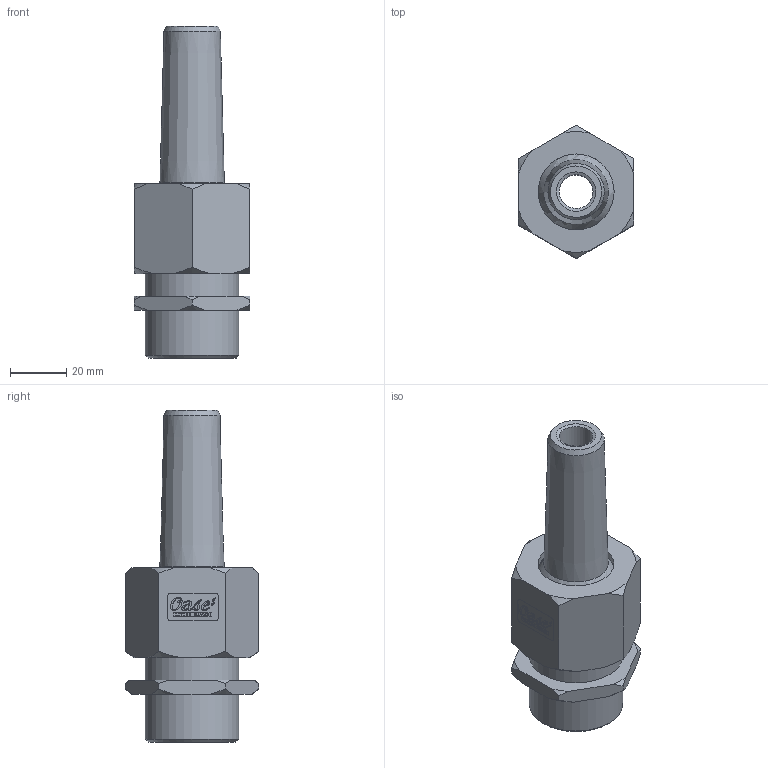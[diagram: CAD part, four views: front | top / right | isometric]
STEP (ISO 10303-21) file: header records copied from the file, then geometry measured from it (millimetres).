
FILE_DESCRIPTION(/* description */ (''),/* implementation_level */ '2;1');
FILE_NAME(/* name */ '89015_Komet 10-12.stp',/* time_stamp */ '2015-01-30T09:51:08+01:00',/* author */ ('guzb562'),/* organization */ (''),/* preprocessor_version */ 'ST-DEVELOPER v15.2',/* originating_system */ 'Autodesk Inventor 2014',/* authorisation */ '');
FILE_SCHEMA (('AUTOMOTIVE_DESIGN { 1 0 10303 214 3 1 1 }'));
Length unit declared in the file: millimetre
Products named in the file (3): 89015_unterteil komet 10-12; 89015_duesenrohr komet 10-12; 89015_Komet 10-12
Bounding box: 41.11 x 47.34 x 118 mm (x, y, z)
Volume: 71116.3 mm3; surface area: 25198.6 mm2
Topology: 2 solids, 2 shells, 263 faces, 693 edges, 461 vertices
Faces by surface type: plane 144, bspline 78, cone 29, cylinder 11, sphere 1
Full cylindrical faces by diameter (mm): 12 x1, 14.613 x1, 26 x1, 27 x1, 30.5 x1, 33.2 x2
Entity records: 8846 total; most frequent: CARTESIAN_POINT 2927, ORIENTED_EDGE 1354, DIRECTION 905, EDGE_CURVE 677, VERTEX_POINT 458, LINE 421, VECTOR 421, EDGE_LOOP 307
